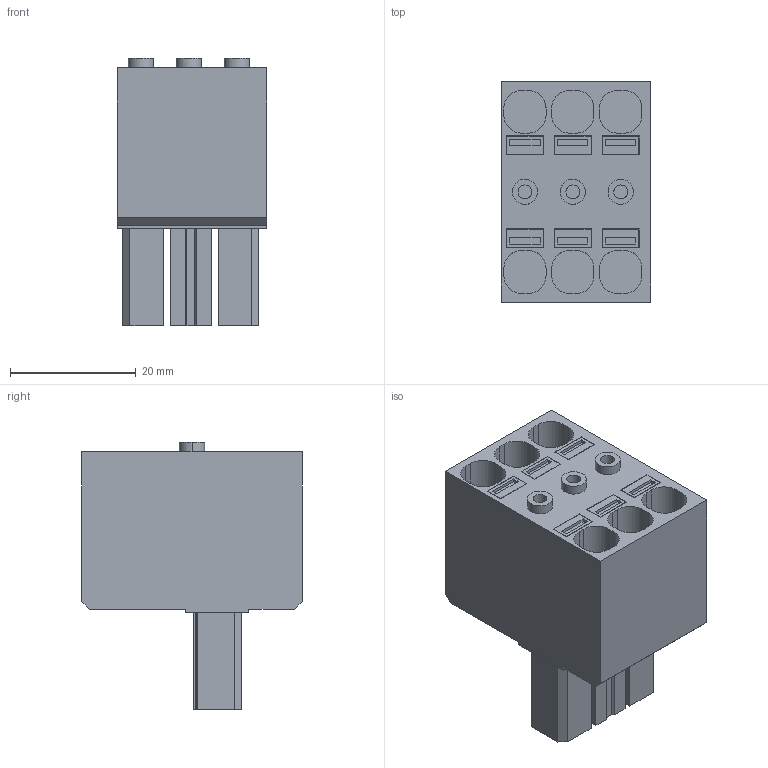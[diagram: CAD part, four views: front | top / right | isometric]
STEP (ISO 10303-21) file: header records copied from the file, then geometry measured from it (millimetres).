
FILE_DESCRIPTION(('CATIA V5 STEP Exchange','CAx-IF Rec.Pracs.--- Model Styling and Organization---1.4--- 2014-01-23'),'2;1');
FILE_NAME ('1208076-3_0_2720430000_2720430000.stp','2020-07-22T07:31:37+00:00',('none'),('Weidmueller'),'CATIA Version 5-6 Release 2016','CATIA V5 STEP AP214','none');
FILE_SCHEMA(('AUTOMOTIVE_DESIGN { 1 0 10303 214 1 1 1 1 }'));
Length unit declared in the file: millimetre
Products named in the file (1): 2720430000
Bounding box: 23.86 x 35.05 x 42.58 mm (x, y, z)
Volume: 21475 mm3; surface area: 8525.8 mm2
Topology: 7 solids, 7 shells, 324 faces, 804 edges, 536 vertices
Faces by surface type: plane 288, cylinder 36
Entity records: 9332 total; most frequent: CARTESIAN_POINT 1666, ORIENTED_EDGE 1608, DIRECTION 1267, EDGE_CURVE 804, VECTOR 732, LINE 732, VERTEX_POINT 536, EDGE_LOOP 366
